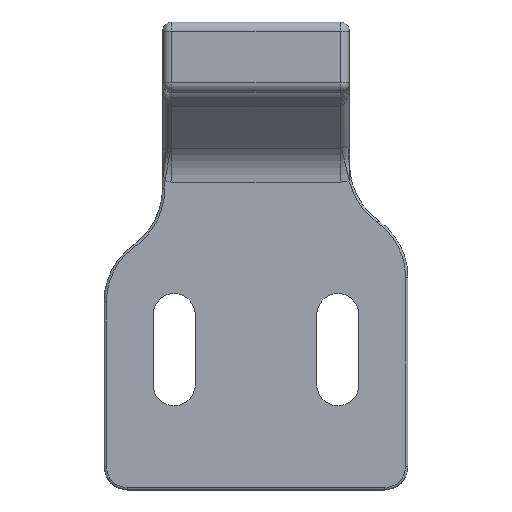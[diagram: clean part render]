
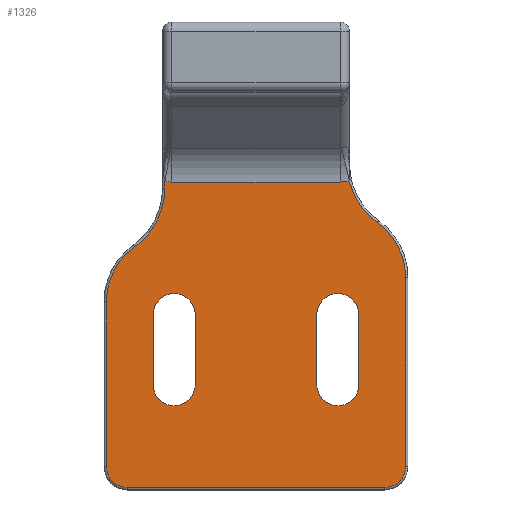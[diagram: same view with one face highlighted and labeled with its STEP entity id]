
A CAD part, top view. The second image highlights one B-rep face of the part: STEP entity #1326.
In plain terms, the highlighted planar face has unit normal (0, 0, 1).
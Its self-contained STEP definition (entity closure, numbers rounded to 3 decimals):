
#24=ELLIPSE('',#1440,16.971,12.);
#26=ELLIPSE('',#1446,16.971,12.);
#41=FACE_BOUND('',#348,.T.);
#42=FACE_BOUND('',#349,.T.);
#103=CIRCLE('',#1400,4.5);
#108=CIRCLE('',#1409,4.5);
#110=CIRCLE('',#1416,4.5);
#111=CIRCLE('',#1419,4.5);
#112=CIRCLE('',#1422,4.5);
#113=CIRCLE('',#1425,4.5);
#123=CIRCLE('',#1451,15.5);
#131=CIRCLE('',#1465,15.5);
#133=CIRCLE('',#1468,14.5);
#135=CIRCLE('',#1471,14.5);
#175=PLANE('',#1502);
#258=FACE_OUTER_BOUND('',#347,.T.);
#347=EDGE_LOOP('',(#1212,#1213,#1214,#1215,#1216,#1217,#1218,#1219,#1220,
#1221,#1222,#1223,#1224));
#348=EDGE_LOOP('',(#1225,#1226,#1227,#1228));
#349=EDGE_LOOP('',(#1229,#1230,#1231,#1232));
#419=LINE('',#2197,#514);
#425=LINE('',#2218,#520);
#426=LINE('',#2223,#521);
#430=LINE('',#2232,#525);
#432=LINE('',#2239,#527);
#436=LINE('',#2248,#531);
#444=LINE('',#2425,#539);
#446=LINE('',#2606,#541);
#448=LINE('',#2611,#543);
#514=VECTOR('',#1668,10.);
#520=VECTOR('',#1692,10.);
#521=VECTOR('',#1697,10.);
#525=VECTOR('',#1707,10.);
#527=VECTOR('',#1715,10.);
#531=VECTOR('',#1725,10.);
#539=VECTOR('',#1775,10.);
#541=VECTOR('',#1809,10.);
#543=VECTOR('',#1815,10.);
#615=VERTEX_POINT('',#2181);
#618=VERTEX_POINT('',#2186);
#620=VERTEX_POINT('',#2195);
#621=VERTEX_POINT('',#2201);
#624=VERTEX_POINT('',#2206);
#626=VERTEX_POINT('',#2217);
#627=VERTEX_POINT('',#2221);
#628=VERTEX_POINT('',#2222);
#629=VERTEX_POINT('',#2227);
#630=VERTEX_POINT('',#2231);
#631=VERTEX_POINT('',#2237);
#632=VERTEX_POINT('',#2238);
#633=VERTEX_POINT('',#2243);
#634=VERTEX_POINT('',#2247);
#645=VERTEX_POINT('',#2415);
#646=VERTEX_POINT('',#2417);
#648=VERTEX_POINT('',#2423);
#649=VERTEX_POINT('',#2446);
#650=VERTEX_POINT('',#2592);
#653=VERTEX_POINT('',#2609);
#655=VERTEX_POINT('',#2614);
#751=EDGE_CURVE('',#618,#615,#103,.T.);
#756=EDGE_CURVE('',#620,#618,#419,.T.);
#761=EDGE_CURVE('',#624,#621,#108,.T.);
#766=EDGE_CURVE('',#621,#626,#425,.T.);
#768=EDGE_CURVE('',#627,#628,#426,.T.);
#771=EDGE_CURVE('',#628,#629,#110,.T.);
#773=EDGE_CURVE('',#629,#630,#430,.T.);
#775=EDGE_CURVE('',#630,#627,#111,.T.);
#776=EDGE_CURVE('',#631,#632,#432,.T.);
#779=EDGE_CURVE('',#632,#633,#112,.T.);
#781=EDGE_CURVE('',#633,#634,#436,.T.);
#783=EDGE_CURVE('',#634,#631,#113,.T.);
#803=EDGE_CURVE('',#645,#646,#24,.T.);
#807=EDGE_CURVE('',#648,#645,#444,.T.);
#809=EDGE_CURVE('',#649,#648,#26,.T.);
#814=EDGE_CURVE('',#646,#650,#123,.T.);
#821=EDGE_CURVE('',#615,#624,#446,.T.);
#824=EDGE_CURVE('',#653,#649,#448,.T.);
#826=EDGE_CURVE('',#655,#653,#131,.T.);
#828=EDGE_CURVE('',#626,#655,#133,.T.);
#830=EDGE_CURVE('',#650,#620,#135,.T.);
#1212=ORIENTED_EDGE('',*,*,#751,.F.);
#1213=ORIENTED_EDGE('',*,*,#756,.F.);
#1214=ORIENTED_EDGE('',*,*,#830,.F.);
#1215=ORIENTED_EDGE('',*,*,#814,.F.);
#1216=ORIENTED_EDGE('',*,*,#803,.F.);
#1217=ORIENTED_EDGE('',*,*,#807,.F.);
#1218=ORIENTED_EDGE('',*,*,#809,.F.);
#1219=ORIENTED_EDGE('',*,*,#824,.F.);
#1220=ORIENTED_EDGE('',*,*,#826,.F.);
#1221=ORIENTED_EDGE('',*,*,#828,.F.);
#1222=ORIENTED_EDGE('',*,*,#766,.F.);
#1223=ORIENTED_EDGE('',*,*,#761,.F.);
#1224=ORIENTED_EDGE('',*,*,#821,.F.);
#1225=ORIENTED_EDGE('',*,*,#773,.T.);
#1226=ORIENTED_EDGE('',*,*,#775,.T.);
#1227=ORIENTED_EDGE('',*,*,#768,.T.);
#1228=ORIENTED_EDGE('',*,*,#771,.T.);
#1229=ORIENTED_EDGE('',*,*,#781,.T.);
#1230=ORIENTED_EDGE('',*,*,#783,.T.);
#1231=ORIENTED_EDGE('',*,*,#776,.T.);
#1232=ORIENTED_EDGE('',*,*,#779,.T.);
#1326=ADVANCED_FACE('',(#258,#41,#42),#175,.T.);
#1400=AXIS2_PLACEMENT_3D('',#2188,#1657,#1658);
#1409=AXIS2_PLACEMENT_3D('',#2208,#1680,#1681);
#1416=AXIS2_PLACEMENT_3D('',#2228,#1702,#1703);
#1419=AXIS2_PLACEMENT_3D('',#2235,#1711,#1712);
#1422=AXIS2_PLACEMENT_3D('',#2244,#1720,#1721);
#1425=AXIS2_PLACEMENT_3D('',#2251,#1729,#1730);
#1440=AXIS2_PLACEMENT_3D('',#2418,#1765,#1766);
#1446=AXIS2_PLACEMENT_3D('',#2448,#1778,#1779);
#1451=AXIS2_PLACEMENT_3D('',#2593,#1788,#1789);
#1465=AXIS2_PLACEMENT_3D('',#2616,#1820,#1821);
#1468=AXIS2_PLACEMENT_3D('',#2619,#1826,#1827);
#1471=AXIS2_PLACEMENT_3D('',#2622,#1832,#1833);
#1502=AXIS2_PLACEMENT_3D('',#2670,#1904,#1905);
#1657=DIRECTION('center_axis',(0.,0.,-1.));
#1658=DIRECTION('ref_axis',(0.707,-0.707,0.));
#1668=DIRECTION('',(0.,-1.,0.));
#1680=DIRECTION('center_axis',(0.,0.,-1.));
#1681=DIRECTION('ref_axis',(-0.707,-0.707,0.));
#1692=DIRECTION('',(0.,1.,0.));
#1697=DIRECTION('',(0.,1.,0.));
#1702=DIRECTION('center_axis',(0.,0.,-1.));
#1703=DIRECTION('ref_axis',(-1.,0.,0.));
#1707=DIRECTION('',(0.,-1.,0.));
#1711=DIRECTION('center_axis',(0.,0.,-1.));
#1712=DIRECTION('ref_axis',(1.,0.,0.));
#1715=DIRECTION('',(0.,1.,0.));
#1720=DIRECTION('center_axis',(0.,0.,-1.));
#1721=DIRECTION('ref_axis',(-1.,0.,0.));
#1725=DIRECTION('',(0.,-1.,0.));
#1729=DIRECTION('center_axis',(0.,0.,-1.));
#1730=DIRECTION('ref_axis',(1.,0.,0.));
#1765=DIRECTION('center_axis',(0.,0.,1.));
#1766=DIRECTION('ref_axis',(0.,-1.,0.));
#1775=DIRECTION('',(1.,0.,0.));
#1778=DIRECTION('center_axis',(0.,0.,1.));
#1779=DIRECTION('ref_axis',(0.,-1.,0.));
#1788=DIRECTION('center_axis',(0.,0.,1.));
#1789=DIRECTION('ref_axis',(-0.89,-0.456,0.));
#1809=DIRECTION('',(-1.,0.,0.));
#1815=DIRECTION('',(0.,1.,0.));
#1820=DIRECTION('center_axis',(0.,0.,1.));
#1821=DIRECTION('ref_axis',(0.89,-0.456,0.));
#1826=DIRECTION('center_axis',(0.,0.,-1.));
#1827=DIRECTION('ref_axis',(-0.89,0.456,0.));
#1832=DIRECTION('center_axis',(0.,0.,-1.));
#1833=DIRECTION('ref_axis',(0.89,0.456,0.));
#1904=DIRECTION('center_axis',(0.,0.,1.));
#1905=DIRECTION('ref_axis',(1.,0.,0.));
#2181=CARTESIAN_POINT('',(27.5,-49.5,10.));
#2186=CARTESIAN_POINT('',(32.,-45.,10.));
#2188=CARTESIAN_POINT('Origin',(27.5,-45.,10.));
#2195=CARTESIAN_POINT('',(32.,-4.577,10.));
#2197=CARTESIAN_POINT('',(32.,-25.,10.));
#2201=CARTESIAN_POINT('',(-32.,-45.,10.));
#2206=CARTESIAN_POINT('',(-27.5,-49.5,10.));
#2208=CARTESIAN_POINT('Origin',(-27.5,-45.,10.));
#2217=CARTESIAN_POINT('',(-32.,-9.79,10.));
#2218=CARTESIAN_POINT('',(-32.,2.5,10.));
#2221=CARTESIAN_POINT('',(-22.,-27.5,10.));
#2222=CARTESIAN_POINT('',(-22.,-12.5,10.));
#2223=CARTESIAN_POINT('',(-22.,-6.25,10.));
#2227=CARTESIAN_POINT('',(-13.,-12.5,10.));
#2228=CARTESIAN_POINT('Origin',(-17.5,-12.5,10.));
#2231=CARTESIAN_POINT('',(-13.,-27.5,10.));
#2232=CARTESIAN_POINT('',(-13.,-13.75,10.));
#2235=CARTESIAN_POINT('Origin',(-17.5,-27.5,10.));
#2237=CARTESIAN_POINT('',(13.,-27.5,10.));
#2238=CARTESIAN_POINT('',(13.,-12.5,10.));
#2239=CARTESIAN_POINT('',(13.,-6.25,10.));
#2243=CARTESIAN_POINT('',(22.,-12.5,10.));
#2244=CARTESIAN_POINT('Origin',(17.5,-12.5,10.));
#2247=CARTESIAN_POINT('',(22.,-27.5,10.));
#2248=CARTESIAN_POINT('',(22.,-13.75,10.));
#2251=CARTESIAN_POINT('Origin',(17.5,-27.5,10.));
#2415=CARTESIAN_POINT('',(18.,15.858,10.));
#2417=CARTESIAN_POINT('',(19.95,16.083,10.));
#2418=CARTESIAN_POINT('Origin',(18.,32.828,10.));
#2423=CARTESIAN_POINT('',(-18.,15.858,10.));
#2425=CARTESIAN_POINT('',(-5.,15.858,10.));
#2446=CARTESIAN_POINT('',(-19.5,15.991,10.));
#2448=CARTESIAN_POINT('Origin',(-18.,32.828,10.));
#2592=CARTESIAN_POINT('',(25.958,7.201,10.));
#2593=CARTESIAN_POINT('Origin',(35.,19.79,10.));
#2606=CARTESIAN_POINT('',(-16.25,-49.5,10.));
#2609=CARTESIAN_POINT('',(-19.5,14.577,10.));
#2611=CARTESIAN_POINT('',(-19.5,25.,10.));
#2614=CARTESIAN_POINT('',(-25.958,1.987,10.));
#2616=CARTESIAN_POINT('Origin',(-35.,14.577,10.));
#2619=CARTESIAN_POINT('Origin',(-17.5,-9.79,10.));
#2622=CARTESIAN_POINT('Origin',(17.5,-4.577,10.));
#2670=CARTESIAN_POINT('Origin',(0.,0.,10.));
